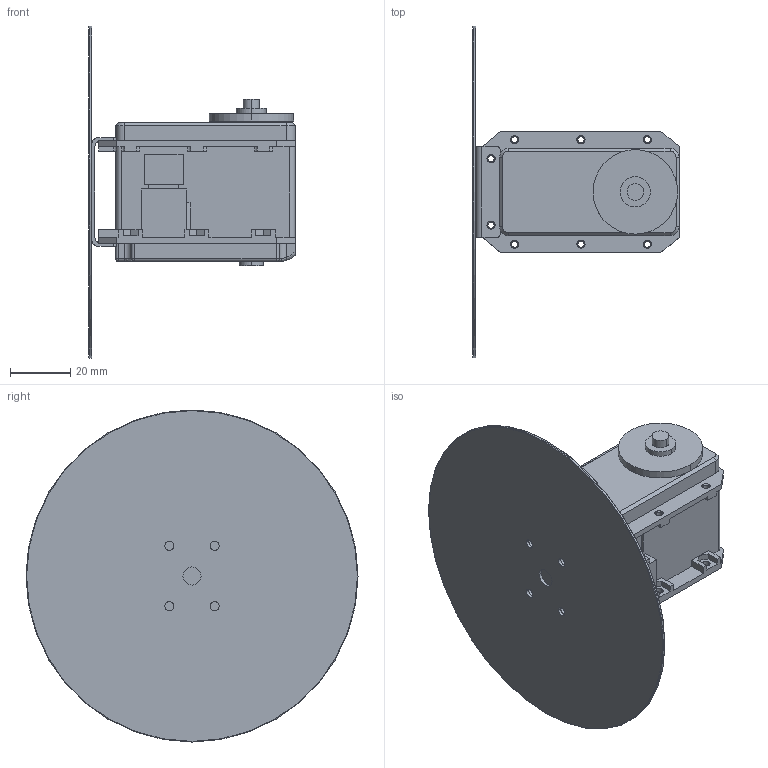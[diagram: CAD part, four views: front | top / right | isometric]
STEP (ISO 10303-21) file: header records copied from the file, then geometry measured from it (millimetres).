
FILE_DESCRIPTION (( 'STEP AP203' ), '1' );
FILE_NAME ('part2_xout_Default_sldprt.STEP', '2017-11-29T09:25:56', ( '' ), ( '' ), 'SwSTEP 2.0', 'SolidWorks 2016', '' );
FILE_SCHEMA (( 'CONFIG_CONTROL_DESIGN' ));
Length unit declared in the file: millimetre
Products named in the file (1): part2_xout_Default_sldprt
Bounding box: 68.3 x 110 x 110 mm (x, y, z)
Volume: 97384.7 mm3; surface area: 39114.9 mm2
Topology: 3 solids, 3 shells, 380 faces, 1023 edges, 658 vertices
Faces by surface type: plane 213, cylinder 129, cone 20, bspline 14, torus 4
Entity records: 12286 total; most frequent: CARTESIAN_POINT 2416, ORIENTED_EDGE 2046, DIRECTION 2029, EDGE_CURVE 1023, VECTOR 715, LINE 715, VERTEX_POINT 658, AXIS2_PLACEMENT_3D 657
